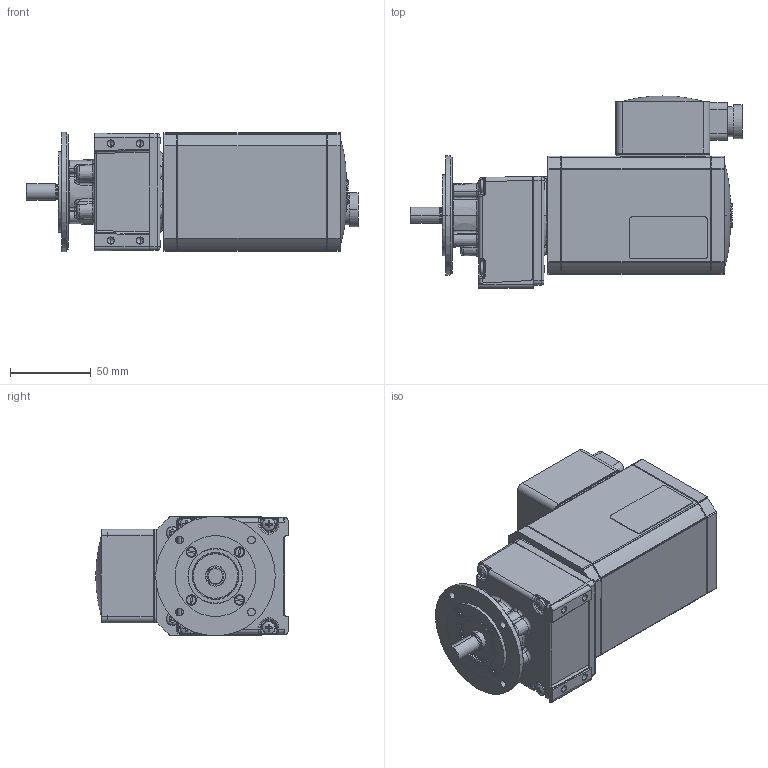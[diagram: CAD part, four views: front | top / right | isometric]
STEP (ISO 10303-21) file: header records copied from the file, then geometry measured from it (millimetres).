
FILE_DESCRIPTION(('STEP AP214'),'1');
FILE_NAME('tmp0.STEP','2015-06-09T12:05:29',(' '),(' '),'Spatial InterOp 3D',' ',' ');
FILE_SCHEMA(('automotive_design'));
Length unit declared in the file: millimetre
Products named in the file (21): Getriebe_SG80-+-E-200711_ |NAUO13#N_625t1_6001 - 2Z - C3 - SRL;NONE; Getriebe_SG80-+-E-200711_ |NAUO16#N_128_PDB_1000799;NONE; Getriebe_SG80-+-E-200711_ |NAUO5#Linsenshr_________DIN7985-+-N_7985_8.8_ _M 4 x 38;NONE; Getriebe_SG80-+-E-200711_ |NAUO18#Linsenshr_________DIN7985-+-N_7985_8.8_ _M 4 x 38;NONE; Getriebe_SG80-+-E-200711_ |NAUO2#N_84_M 3,5 x 10;NONE; Getriebe_SG80-+-E-200711_ |NAUO12#Lagerdeckel-+-2217597_ _PDB_2217597;NONE; Getriebe_SG80-+-E-200711_ |NAUO9#N_84_M 3,5 x 10;NONE; Getriebe_SG80-+-E-200711_ |NAUO8#Flansch-+-1280740_ _PDB_1280740;NONE; Getriebe_SG80-+-E-200711_ |NAUO11#N_84_M 3,5 x 10;NONE; Getriebe_SG80-+-E-200711_ |NAUO10#N_625t1_6001 - 2Z - C3 - SRL;NONE; Getriebe_SG80-+-E-200711_ |NAUO7#N_128_PDB_1000799;NONE; Getriebe_SG80-+-E-200711_ |NAUO3#Linsenshr_________DIN7985-+-N_7985_8.8_ _M 4 x 38;NONE; Getriebe_SG80-+-E-200711_ |NAUO15#Geh_use-+-1927930_ _PDB_1927930;NONE; Getriebe_SG80-+-E-200711_ |NAUO17#Welle-+-1157442_ _PDB_1157442;NONE; Getriebe_SG80-+-E-200711_ |NAUO4#Linsenshr_________DIN7985-+-N_7985_8.8_ _M 4 x 38;NONE; Getriebe_SG80-+-E-200711_ |NAUO1#N_128_PDB_1000799;NONE; Getriebe_SG80-+-E-200711_ |NAUO6#N_84_M 3,5 x 10;NONE; Getriebe_SG80-+-E-200711_ |NAUO14#N_128_PDB_1000799;NONE; 1
Bounding box: 205.3 x 119 x 73.98 mm (x, y, z)
Volume: 822340.6 mm3; surface area: 122029.9 mm2
Topology: 21 solids, 21 shells, 1888 faces, 4544 edges, 2709 vertices
Faces by surface type: cylinder 559, plane 425, bspline 331, torus 317, cone 218, sphere 38
Entity records: 78574 total; most frequent: CARTESIAN_POINT 20863, DIRECTION 9009, ORIENTED_EDGE 8924, EDGE_CURVE 4462, AXIS2_PLACEMENT_3D 3752, VERTEX_POINT 2709, CIRCLE 2174, EDGE_LOOP 2033
